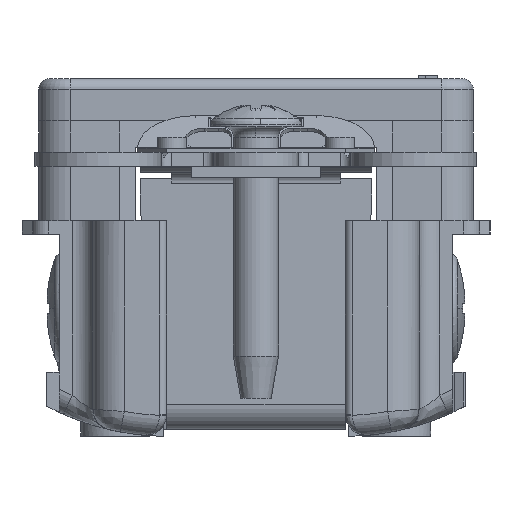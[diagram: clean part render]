
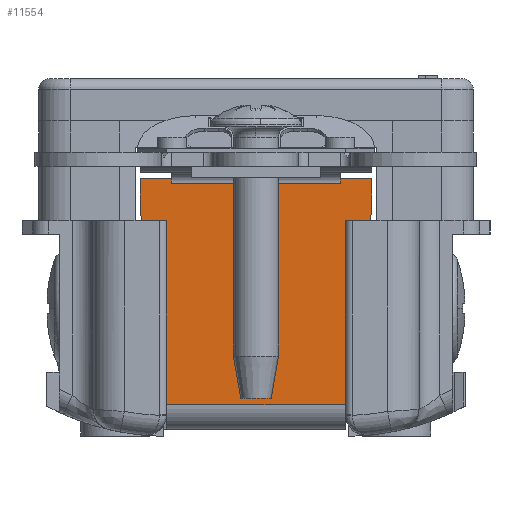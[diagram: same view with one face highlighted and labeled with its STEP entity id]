
A CAD part, front view. The second image highlights one B-rep face of the part: STEP entity #11554.
In plain terms, the highlighted planar face has unit normal (0, -1, 0).
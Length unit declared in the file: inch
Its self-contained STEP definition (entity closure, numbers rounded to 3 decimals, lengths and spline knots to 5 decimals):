
#1075 = DIRECTION ( 'NONE',  ( 0., 0., -1. ) ) ;
#1727 = CARTESIAN_POINT ( 'NONE',  ( 0.2655, -1.062, -0.956 ) ) ;
#1782 = AXIS2_PLACEMENT_3D ( 'NONE', #17560, #8707, #22117 ) ;
#2685 = CARTESIAN_POINT ( 'NONE',  ( -0.2655, -1.062, -0.956 ) ) ;
#3841 = CARTESIAN_POINT ( 'NONE',  ( 0.25, -1.062, -0.587 ) ) ;
#4065 = PLANE ( 'NONE',  #27975 ) ;
#5488 = LINE ( 'NONE', #33202, #44730 ) ;
#5612 = LINE ( 'NONE', #42742, #6511 ) ;
#5869 = LINE ( 'NONE', #10410, #56891 ) ;
#6511 = VECTOR ( 'NONE', #1075, 39.37008 ) ;
#7466 = EDGE_CURVE ( 'NONE', #25367, #31036, #48677, .T. ) ;
#7895 = LINE ( 'NONE', #59185, #26784 ) ;
#8707 = DIRECTION ( 'NONE',  ( 0., -1., 0. ) ) ;
#9269 = CARTESIAN_POINT ( 'NONE',  ( -0.3435, -1.062, -0.285 ) ) ;
#9585 = CARTESIAN_POINT ( 'NONE',  ( 0.2655, -1.062, -0.587 ) ) ;
#9682 = EDGE_CURVE ( 'NONE', #37224, #31997, #38577, .T. ) ;
#10410 = CARTESIAN_POINT ( 'NONE',  ( -0.2655, -1.062, -0.298 ) ) ;
#11410 = ORIENTED_EDGE ( 'NONE', *, *, #9682, .F. ) ;
#11554 = ADVANCED_FACE ( 'NONE', ( #18962 ), #4065, .F. ) ;
#13047 = ORIENTED_EDGE ( 'NONE', *, *, #50118, .T. ) ;
#13497 = DIRECTION ( 'NONE',  ( 0., -1., 0. ) ) ;
#15384 = DIRECTION ( 'NONE',  ( -1., 0., 0. ) ) ;
#16777 = CARTESIAN_POINT ( 'NONE',  ( -0.25, -1.062, -0.285 ) ) ;
#17560 = CARTESIAN_POINT ( 'NONE',  ( -0.0005, -1.062, -0.36887 ) ) ;
#17789 = LINE ( 'NONE', #49069, #42690 ) ;
#18747 = CARTESIAN_POINT ( 'NONE',  ( 0., -1.062, -0.956 ) ) ;
#18962 = FACE_OUTER_BOUND ( 'NONE', #28849, .T. ) ;
#19208 = LINE ( 'NONE', #29236, #46939 ) ;
#19589 = ORIENTED_EDGE ( 'NONE', *, *, #44669, .F. ) ;
#19745 = EDGE_CURVE ( 'NONE', #31036, #53082, #5612, .T. ) ;
#20141 = DIRECTION ( 'NONE',  ( 1., 0., 0. ) ) ;
#21028 = ORIENTED_EDGE ( 'NONE', *, *, #58407, .F. ) ;
#21259 = ORIENTED_EDGE ( 'NONE', *, *, #19745, .F. ) ;
#22117 = DIRECTION ( 'NONE',  ( 0., 0., 1. ) ) ;
#22696 = LINE ( 'NONE', #3841, #27732 ) ;
#22810 = EDGE_CURVE ( 'NONE', #54334, #29699, #5869, .T. ) ;
#24600 = VERTEX_POINT ( 'NONE', #59154 ) ;
#25367 = VERTEX_POINT ( 'NONE', #31514 ) ;
#25627 = VERTEX_POINT ( 'NONE', #9269 ) ;
#25916 = VERTEX_POINT ( 'NONE', #39869 ) ;
#26784 = VECTOR ( 'NONE', #55236, 39.37008 ) ;
#27732 = VECTOR ( 'NONE', #60002, 39.37008 ) ;
#27975 = AXIS2_PLACEMENT_3D ( 'NONE', #43010, #28996, #46899 ) ;
#27992 = CIRCLE ( 'NONE', #1782, 0.344 ) ;
#28109 = DIRECTION ( 'NONE',  ( 0., 0., 1. ) ) ;
#28849 = EDGE_LOOP ( 'NONE', ( #21028, #33580, #40242, #11410, #50111, #57800, #21259, #60032, #13047, #56112, #19589, #46581 ) ) ;
#28996 = DIRECTION ( 'NONE',  ( 0., 1., 0. ) ) ;
#29236 = CARTESIAN_POINT ( 'NONE',  ( -0.3435, -1.062, -0.285 ) ) ;
#29699 = VERTEX_POINT ( 'NONE', #35175 ) ;
#31036 = VERTEX_POINT ( 'NONE', #34167 ) ;
#31514 = CARTESIAN_POINT ( 'NONE',  ( 0.25, -1.062, -0.285 ) ) ;
#31997 = VERTEX_POINT ( 'NONE', #2685 ) ;
#33202 = CARTESIAN_POINT ( 'NONE',  ( -0.2655, -1.062, -0.987 ) ) ;
#33553 = EDGE_CURVE ( 'NONE', #54955, #53082, #27992, .T. ) ;
#33580 = ORIENTED_EDGE ( 'NONE', *, *, #51293, .T. ) ;
#34167 = CARTESIAN_POINT ( 'NONE',  ( 0.3435, -1.062, -0.285 ) ) ;
#34863 = EDGE_CURVE ( 'NONE', #25916, #31997, #5488, .T. ) ;
#35175 = CARTESIAN_POINT ( 'NONE',  ( 0.25, -1.062, -0.298 ) ) ;
#35847 = VECTOR ( 'NONE', #15384, 39.37008 ) ;
#37224 = VERTEX_POINT ( 'NONE', #1727 ) ;
#38577 = LINE ( 'NONE', #18747, #35847 ) ;
#39869 = CARTESIAN_POINT ( 'NONE',  ( -0.2655, -1.062, -0.587 ) ) ;
#39983 = EDGE_CURVE ( 'NONE', #37224, #54955, #48511, .T. ) ;
#40242 = ORIENTED_EDGE ( 'NONE', *, *, #34863, .T. ) ;
#41046 = VECTOR ( 'NONE', #57263, 39.37008 ) ;
#41761 = EDGE_CURVE ( 'NONE', #25627, #49446, #7895, .T. ) ;
#42690 = VECTOR ( 'NONE', #45152, 39.37008 ) ;
#42742 = CARTESIAN_POINT ( 'NONE',  ( 0.3435, -1.062, -0.285 ) ) ;
#43010 = CARTESIAN_POINT ( 'NONE',  ( 0., -1.062, -0.987 ) ) ;
#43025 = VECTOR ( 'NONE', #20141, 39.37008 ) ;
#44397 = CARTESIAN_POINT ( 'NONE',  ( -0.25, -1.062, -0.298 ) ) ;
#44669 = EDGE_CURVE ( 'NONE', #49446, #54334, #17789, .T. ) ;
#44730 = VECTOR ( 'NONE', #56466, 39.37008 ) ;
#45152 = DIRECTION ( 'NONE',  ( 0., 0., -1. ) ) ;
#45300 = CIRCLE ( 'NONE', #53995, 0.344 ) ;
#46581 = ORIENTED_EDGE ( 'NONE', *, *, #41761, .F. ) ;
#46899 = DIRECTION ( 'NONE',  ( 0., 0., 1. ) ) ;
#46939 = VECTOR ( 'NONE', #55904, 39.37008 ) ;
#48511 = LINE ( 'NONE', #53004, #41046 ) ;
#48677 = LINE ( 'NONE', #53483, #43025 ) ;
#49069 = CARTESIAN_POINT ( 'NONE',  ( -0.25, -1.062, -0.587 ) ) ;
#49446 = VERTEX_POINT ( 'NONE', #16777 ) ;
#50111 = ORIENTED_EDGE ( 'NONE', *, *, #39983, .T. ) ;
#50118 = EDGE_CURVE ( 'NONE', #25367, #29699, #22696, .T. ) ;
#51293 = EDGE_CURVE ( 'NONE', #24600, #25916, #45300, .T. ) ;
#53004 = CARTESIAN_POINT ( 'NONE',  ( 0.2655, -1.062, -0.267 ) ) ;
#53082 = VERTEX_POINT ( 'NONE', #59903 ) ;
#53483 = CARTESIAN_POINT ( 'NONE',  ( 0.3435, -1.062, -0.285 ) ) ;
#53995 = AXIS2_PLACEMENT_3D ( 'NONE', #55084, #13497, #28109 ) ;
#54334 = VERTEX_POINT ( 'NONE', #44397 ) ;
#54955 = VERTEX_POINT ( 'NONE', #9585 ) ;
#55084 = CARTESIAN_POINT ( 'NONE',  ( 0.0005, -1.062, -0.36887 ) ) ;
#55236 = DIRECTION ( 'NONE',  ( 1., 0., 0. ) ) ;
#55659 = DIRECTION ( 'NONE',  ( 1., 0., 0. ) ) ;
#55904 = DIRECTION ( 'NONE',  ( 0., 0., 1. ) ) ;
#56112 = ORIENTED_EDGE ( 'NONE', *, *, #22810, .F. ) ;
#56466 = DIRECTION ( 'NONE',  ( 0., 0., -1. ) ) ;
#56891 = VECTOR ( 'NONE', #55659, 39.37008 ) ;
#57263 = DIRECTION ( 'NONE',  ( 0., 0., 1. ) ) ;
#57800 = ORIENTED_EDGE ( 'NONE', *, *, #33553, .T. ) ;
#58407 = EDGE_CURVE ( 'NONE', #24600, #25627, #19208, .T. ) ;
#59154 = CARTESIAN_POINT ( 'NONE',  ( -0.3435, -1.062, -0.36887 ) ) ;
#59185 = CARTESIAN_POINT ( 'NONE',  ( -0.3435, -1.062, -0.285 ) ) ;
#59903 = CARTESIAN_POINT ( 'NONE',  ( 0.3435, -1.062, -0.36887 ) ) ;
#60002 = DIRECTION ( 'NONE',  ( 0., 0., -1. ) ) ;
#60032 = ORIENTED_EDGE ( 'NONE', *, *, #7466, .F. ) ;
